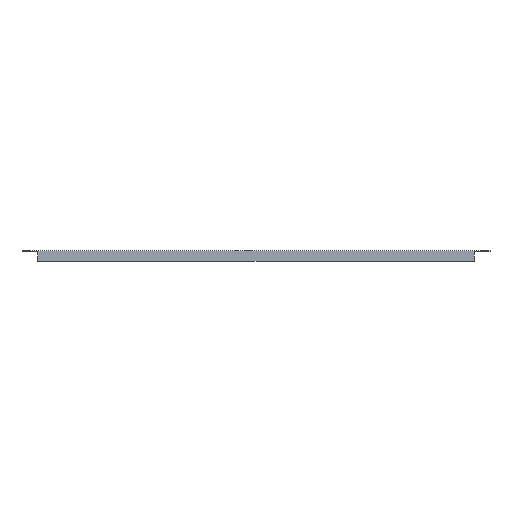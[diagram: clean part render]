
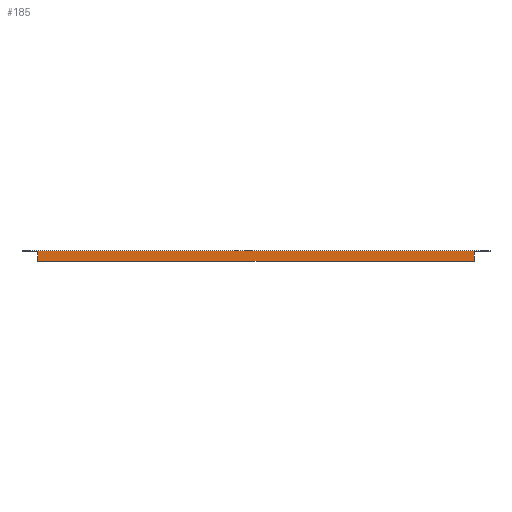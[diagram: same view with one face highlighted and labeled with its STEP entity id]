
A CAD part, front view. The second image highlights one B-rep face of the part: STEP entity #185.
In plain terms, the highlighted planar face has unit normal (0, -1, 0).
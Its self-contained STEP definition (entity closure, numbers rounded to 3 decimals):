
#7 = CARTESIAN_POINT ( 'NONE',  ( 345., -148.5, -1.5 ) ) ;
#8 = VECTOR ( 'NONE', #333, 1000. ) ;
#17 = ORIENTED_EDGE ( 'NONE', *, *, #507, .F. ) ;
#52 = LINE ( 'NONE', #378, #476 ) ;
#78 = ORIENTED_EDGE ( 'NONE', *, *, #231, .T. ) ;
#94 = VERTEX_POINT ( 'NONE', #664 ) ;
#95 = EDGE_CURVE ( 'NONE', #377, #94, #454, .T. ) ;
#100 = AXIS2_PLACEMENT_3D ( 'NONE', #676, #648, #641 ) ;
#159 = VERTEX_POINT ( 'NONE', #761 ) ;
#185 = ADVANCED_FACE ( 'NONE', ( #673 ), #651, .F. ) ;
#190 = CARTESIAN_POINT ( 'NONE',  ( 345., -148.5, 0. ) ) ;
#205 = VERTEX_POINT ( 'NONE', #600 ) ;
#231 = EDGE_CURVE ( 'NONE', #421, #377, #1019, .T. ) ;
#236 = EDGE_CURVE ( 'NONE', #772, #159, #52, .T. ) ;
#246 = EDGE_CURVE ( 'NONE', #421, #285, #817, .T. ) ;
#255 = EDGE_CURVE ( 'NONE', #159, #285, #706, .T. ) ;
#263 = DIRECTION ( 'NONE',  ( 1., 0., 0. ) ) ;
#270 = CARTESIAN_POINT ( 'NONE',  ( 345., -148.5, -1.5 ) ) ;
#285 = VERTEX_POINT ( 'NONE', #7 ) ;
#310 = CARTESIAN_POINT ( 'NONE',  ( 345., -148.5, 0. ) ) ;
#322 = EDGE_CURVE ( 'NONE', #94, #205, #511, .T. ) ;
#333 = DIRECTION ( 'NONE',  ( 0., 0., -1. ) ) ;
#336 = DIRECTION ( 'NONE',  ( 0., 0., -1. ) ) ;
#357 = CARTESIAN_POINT ( 'NONE',  ( -322., -148.5, -15. ) ) ;
#359 = DIRECTION ( 'NONE',  ( 0., 0., 1. ) ) ;
#377 = VERTEX_POINT ( 'NONE', #663 ) ;
#378 = CARTESIAN_POINT ( 'NONE',  ( 322., -148.5, -15. ) ) ;
#380 = CARTESIAN_POINT ( 'NONE',  ( 345., -148.5, 0. ) ) ;
#383 = EDGE_LOOP ( 'NONE', ( #1021, #872, #1056, #78, #1005, #828, #875, #17 ) ) ;
#394 = EDGE_CURVE ( 'NONE', #205, #812, #910, .T. ) ;
#417 = DIRECTION ( 'NONE',  ( -1., 0., 0. ) ) ;
#421 = VERTEX_POINT ( 'NONE', #190 ) ;
#443 = DIRECTION ( 'NONE',  ( 0., 0., -1. ) ) ;
#454 = LINE ( 'NONE', #877, #8 ) ;
#476 = VECTOR ( 'NONE', #359, 1000. ) ;
#487 = VECTOR ( 'NONE', #417, 1000. ) ;
#507 = EDGE_CURVE ( 'NONE', #772, #812, #603, .T. ) ;
#511 = LINE ( 'NONE', #861, #924 ) ;
#521 = CARTESIAN_POINT ( 'NONE',  ( 322., -148.5, -15. ) ) ;
#574 = VECTOR ( 'NONE', #831, 1000. ) ;
#600 = CARTESIAN_POINT ( 'NONE',  ( -322., -148.5, -1.5 ) ) ;
#603 = LINE ( 'NONE', #836, #574 ) ;
#608 = CARTESIAN_POINT ( 'NONE',  ( -322., -148.5, -15. ) ) ;
#641 = DIRECTION ( 'NONE',  ( 0., 0., 1. ) ) ;
#648 = DIRECTION ( 'NONE',  ( 0., 1., 0. ) ) ;
#651 = PLANE ( 'NONE',  #100 ) ;
#663 = CARTESIAN_POINT ( 'NONE',  ( -345., -148.5, 0. ) ) ;
#664 = CARTESIAN_POINT ( 'NONE',  ( -345., -148.5, -1.5 ) ) ;
#673 = FACE_OUTER_BOUND ( 'NONE', #383, .T. ) ;
#676 = CARTESIAN_POINT ( 'NONE',  ( 345., -148.5, 0. ) ) ;
#706 = LINE ( 'NONE', #270, #1035 ) ;
#761 = CARTESIAN_POINT ( 'NONE',  ( 322., -148.5, -1.5 ) ) ;
#762 = VECTOR ( 'NONE', #336, 1000. ) ;
#772 = VERTEX_POINT ( 'NONE', #521 ) ;
#812 = VERTEX_POINT ( 'NONE', #608 ) ;
#817 = LINE ( 'NONE', #310, #762 ) ;
#828 = ORIENTED_EDGE ( 'NONE', *, *, #322, .T. ) ;
#831 = DIRECTION ( 'NONE',  ( -1., 0., 0. ) ) ;
#836 = CARTESIAN_POINT ( 'NONE',  ( 345., -148.5, -15. ) ) ;
#845 = DIRECTION ( 'NONE',  ( 1., 0., 0. ) ) ;
#861 = CARTESIAN_POINT ( 'NONE',  ( -345., -148.5, -1.5 ) ) ;
#872 = ORIENTED_EDGE ( 'NONE', *, *, #255, .T. ) ;
#875 = ORIENTED_EDGE ( 'NONE', *, *, #394, .T. ) ;
#877 = CARTESIAN_POINT ( 'NONE',  ( -345., -148.5, 0. ) ) ;
#909 = VECTOR ( 'NONE', #443, 1000. ) ;
#910 = LINE ( 'NONE', #357, #909 ) ;
#924 = VECTOR ( 'NONE', #845, 1000. ) ;
#1005 = ORIENTED_EDGE ( 'NONE', *, *, #95, .T. ) ;
#1019 = LINE ( 'NONE', #380, #487 ) ;
#1021 = ORIENTED_EDGE ( 'NONE', *, *, #236, .T. ) ;
#1035 = VECTOR ( 'NONE', #263, 1000. ) ;
#1056 = ORIENTED_EDGE ( 'NONE', *, *, #246, .F. ) ;
